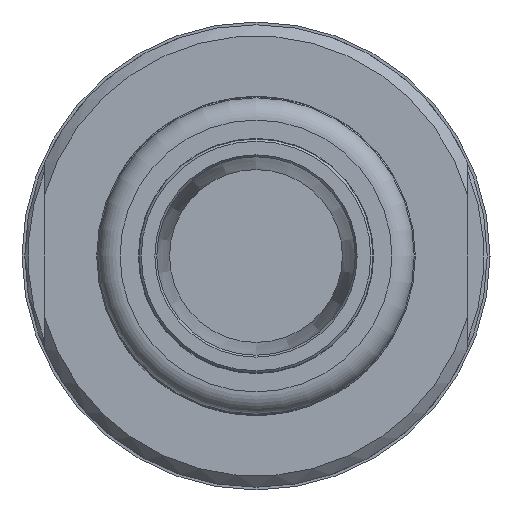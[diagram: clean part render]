
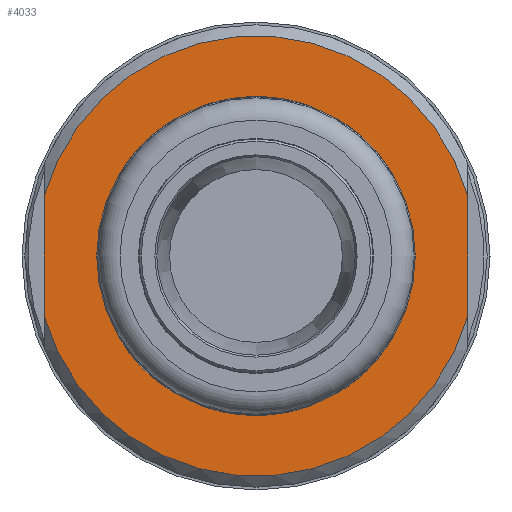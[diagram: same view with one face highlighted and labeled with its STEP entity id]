
A CAD part, left-side view. The second image highlights one B-rep face of the part: STEP entity #4033.
In plain terms, the highlighted planar face has unit normal (-1, 0, 0).
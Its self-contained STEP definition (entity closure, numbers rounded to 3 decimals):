
#364=FACE_BOUND('',#856,.T.);
#413=PLANE('',#4389);
#610=FACE_OUTER_BOUND('',#855,.T.);
#855=EDGE_LOOP('',(#3037,#3038,#3039,#3040));
#856=EDGE_LOOP('',(#3041));
#1094=LINE('',#6110,#1418);
#1095=LINE('',#6112,#1419);
#1418=VECTOR('',#4966,10.);
#1419=VECTOR('',#4967,10.);
#1785=CIRCLE('',#4388,19.75);
#1786=CIRCLE('',#4390,19.75);
#1787=CIRCLE('',#4391,8.);
#1966=VERTEX_POINT('',#6096);
#1969=VERTEX_POINT('',#6103);
#1970=VERTEX_POINT('',#6109);
#1971=VERTEX_POINT('',#6111);
#1972=VERTEX_POINT('',#6114);
#2375=EDGE_CURVE('',#1969,#1966,#1785,.T.);
#2376=EDGE_CURVE('',#1970,#1966,#1094,.T.);
#2377=EDGE_CURVE('',#1969,#1971,#1095,.T.);
#2378=EDGE_CURVE('',#1970,#1971,#1786,.T.);
#2379=EDGE_CURVE('',#1972,#1972,#1787,.T.);
#3037=ORIENTED_EDGE('',*,*,#2376,.T.);
#3038=ORIENTED_EDGE('',*,*,#2375,.F.);
#3039=ORIENTED_EDGE('',*,*,#2377,.T.);
#3040=ORIENTED_EDGE('',*,*,#2378,.F.);
#3041=ORIENTED_EDGE('',*,*,#2379,.T.);
#4033=ADVANCED_FACE('',(#610,#364),#413,.T.);
#4388=AXIS2_PLACEMENT_3D('',#6107,#4962,#4963);
#4389=AXIS2_PLACEMENT_3D('',#6108,#4964,#4965);
#4390=AXIS2_PLACEMENT_3D('',#6113,#4968,#4969);
#4391=AXIS2_PLACEMENT_3D('',#6115,#4970,#4971);
#4962=DIRECTION('center_axis',(1.,0.,0.));
#4963=DIRECTION('ref_axis',(0.,0.,
1.));
#4964=DIRECTION('center_axis',(-1.,0.,0.));
#4965=DIRECTION('ref_axis',(0.,-1.,0.));
#4966=DIRECTION('',(0.,0.,-1.));
#4967=DIRECTION('',(0.,0.,1.));
#4968=DIRECTION('center_axis',(1.,0.,0.));
#4969=DIRECTION('ref_axis',(0.,0.,
1.));
#4970=DIRECTION('center_axis',(1.,0.,0.));
#4971=DIRECTION('ref_axis',(0.,0.,
1.));
#6096=CARTESIAN_POINT('',(-85.,19.,-5.391));
#6103=CARTESIAN_POINT('',(-85.,-19.,-5.391));
#6107=CARTESIAN_POINT('Origin',(-85.,0.,0.));
#6108=CARTESIAN_POINT('Origin',(-85.,0.,
13.875));
#6109=CARTESIAN_POINT('',(-85.,19.,5.391));
#6110=CARTESIAN_POINT('',(-85.,19.,1.392));
#6111=CARTESIAN_POINT('',(-85.,-19.,5.391));
#6112=CARTESIAN_POINT('',(-85.,-19.,12.483));
#6113=CARTESIAN_POINT('Origin',(-85.,0.,0.));
#6114=CARTESIAN_POINT('',(-85.,0.,-8.));
#6115=CARTESIAN_POINT('Origin',(-85.,0.,0.));
